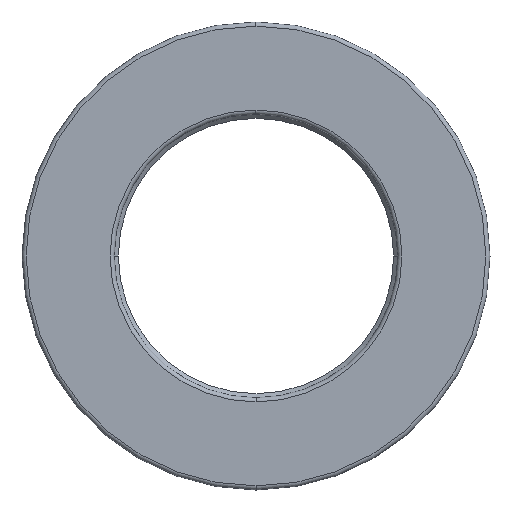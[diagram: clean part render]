
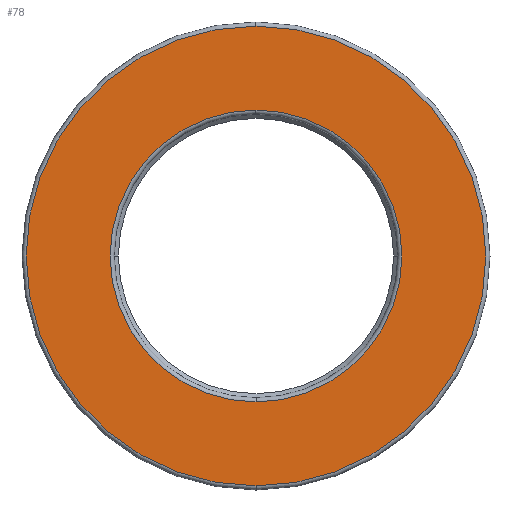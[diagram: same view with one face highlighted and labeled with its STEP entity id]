
A CAD part, front view. The second image highlights one B-rep face of the part: STEP entity #78.
In plain terms, the highlighted planar face has unit normal (0, -1, 0).
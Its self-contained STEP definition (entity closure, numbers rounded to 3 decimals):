
#78=ADVANCED_FACE('',(#185,#186),#187,.T.);
#185=FACE_OUTER_BOUND('',#367,.T.);
#186=FACE_BOUND('',#368,.T.);
#187=PLANE('',#369);
#367=EDGE_LOOP('',(#639,#640));
#368=EDGE_LOOP('',(#641,#642));
#369=AXIS2_PLACEMENT_3D('',#643,#644,#645);
#639=ORIENTED_EDGE('',*,*,#1232,.F.);
#640=ORIENTED_EDGE('',*,*,#1236,.F.);
#641=ORIENTED_EDGE('',*,*,#1246,.T.);
#642=ORIENTED_EDGE('',*,*,#1211,.T.);
#643=CARTESIAN_POINT('',(68.25,0.0,0.0));
#644=DIRECTION('',(0.0,-1.0,0.0));
#645=DIRECTION('',(0.0,0.0,-1.0));
#1211=EDGE_CURVE('',#1422,#1428,#1430,.T.);
#1232=EDGE_CURVE('',#1466,#1469,#1470,.T.);
#1236=EDGE_CURVE('',#1469,#1466,#1474,.T.);
#1246=EDGE_CURVE('',#1428,#1422,#1486,.T.);
#1422=VERTEX_POINT('',#1768);
#1428=VERTEX_POINT('',#1774);
#1430=CIRCLE('',#1776,53.0);
#1466=VERTEX_POINT('',#1820);
#1469=VERTEX_POINT('',#1823);
#1470=CIRCLE('',#1824,83.5);
#1474=CIRCLE('',#1828,83.5);
#1486=CIRCLE('',#1840,53.0);
#1768=CARTESIAN_POINT('',(0.,0.0,53.0));
#1774=CARTESIAN_POINT('',(0.,0.0,-53.0));
#1776=AXIS2_PLACEMENT_3D('',#3025,#3026,#3027);
#1820=CARTESIAN_POINT('',(0.,0.0,83.5));
#1823=CARTESIAN_POINT('',(0.,0.0,-83.5));
#1824=AXIS2_PLACEMENT_3D('',#3072,#3073,#3074);
#1828=AXIS2_PLACEMENT_3D('',#3084,#3085,#3086);
#1840=AXIS2_PLACEMENT_3D('',#3114,#3115,#3116);
#3025=CARTESIAN_POINT('',(0.0,0.0,0.0));
#3026=DIRECTION('',(-0.0,1.0,0.0));
#3027=DIRECTION('',(1.0,0.0,0.0));
#3072=CARTESIAN_POINT('',(0.0,0.0,0.0));
#3073=DIRECTION('',(-0.0,1.0,0.0));
#3074=DIRECTION('',(1.0,0.0,0.0));
#3084=CARTESIAN_POINT('',(0.0,0.0,0.0));
#3085=DIRECTION('',(-0.0,1.0,0.0));
#3086=DIRECTION('',(1.0,0.0,0.0));
#3114=CARTESIAN_POINT('',(0.0,0.0,0.0));
#3115=DIRECTION('',(-0.0,1.0,0.0));
#3116=DIRECTION('',(1.0,0.0,0.0));
